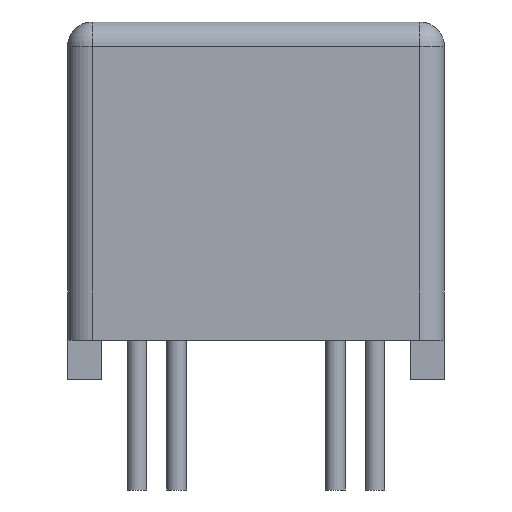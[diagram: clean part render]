
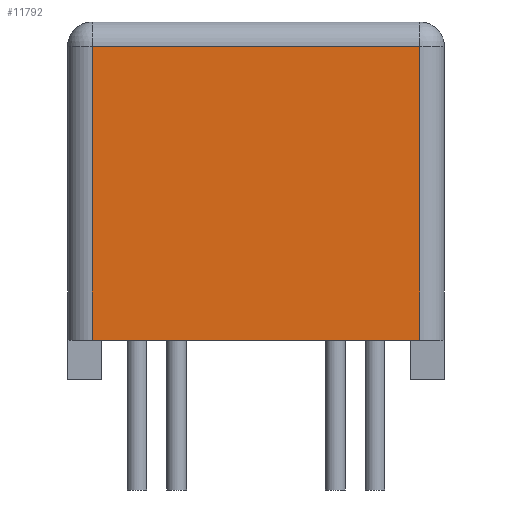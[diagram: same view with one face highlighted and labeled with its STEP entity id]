
A CAD part, left-side view. The second image highlights one B-rep face of the part: STEP entity #11792.
In plain terms, the highlighted planar face has unit normal (-1, 0, 0).
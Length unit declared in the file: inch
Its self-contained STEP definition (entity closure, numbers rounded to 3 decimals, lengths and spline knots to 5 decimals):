
#11488=CARTESIAN_POINT('',(-0.5885,0.2065,0.1695));
#11489=VERTEX_POINT('',#11488);
#11552=CARTESIAN_POINT('',(-0.5885,-0.2065,0.1695));
#11553=VERTEX_POINT('',#11552);
#11605=CARTESIAN_POINT('',(-0.5885,0.2065,0.1695));
#11606=DIRECTION('',(0.0,-1.0,0.0));
#11607=VECTOR('',#11606,0.413);
#11608=LINE('',#11605,#11607);
#11609=EDGE_CURVE('',#11489,#11553,#11608,.T.);
#11619=CARTESIAN_POINT('',(-0.5885,-0.2065,-0.2005));
#11620=VERTEX_POINT('',#11619);
#11637=CARTESIAN_POINT('',(-0.5885,-0.2065,0.1695));
#11638=DIRECTION('',(0.0,0.0,-1.0));
#11639=VECTOR('',#11638,0.37);
#11640=LINE('',#11637,#11639);
#11641=EDGE_CURVE('',#11553,#11620,#11640,.T.);
#11719=CARTESIAN_POINT('',(-0.5885,0.2065,-0.2005));
#11720=VERTEX_POINT('',#11719);
#11728=CARTESIAN_POINT('',(-0.5885,0.2065,-0.2005));
#11729=DIRECTION('',(0.0,0.0,1.0));
#11730=VECTOR('',#11729,0.37);
#11731=LINE('',#11728,#11730);
#11732=EDGE_CURVE('',#11720,#11489,#11731,.T.);
#11776=CARTESIAN_POINT('',(-0.5885,0.0,0.2005));
#11777=DIRECTION('',(-1.0,0.0,0.0));
#11778=DIRECTION('',(0.0,0.0,1.0));
#11779=AXIS2_PLACEMENT_3D('',#11776,#11777,#11778);
#11780=PLANE('',#11779);
#11781=ORIENTED_EDGE('',*,*,#11641,.F.);
#11782=ORIENTED_EDGE('',*,*,#11609,.F.);
#11783=ORIENTED_EDGE('',*,*,#11732,.F.);
#11784=CARTESIAN_POINT('',(-0.5885,0.2065,-0.2005));
#11785=DIRECTION('',(0.0,-1.0,0.0));
#11786=VECTOR('',#11785,0.413);
#11787=LINE('',#11784,#11786);
#11788=EDGE_CURVE('',#11720,#11620,#11787,.T.);
#11789=ORIENTED_EDGE('',*,*,#11788,.T.);
#11790=EDGE_LOOP('',(#11781,#11782,#11783,#11789));
#11791=FACE_OUTER_BOUND('',#11790,.T.);
#11792=ADVANCED_FACE('',(#11791),#11780,.T.);
